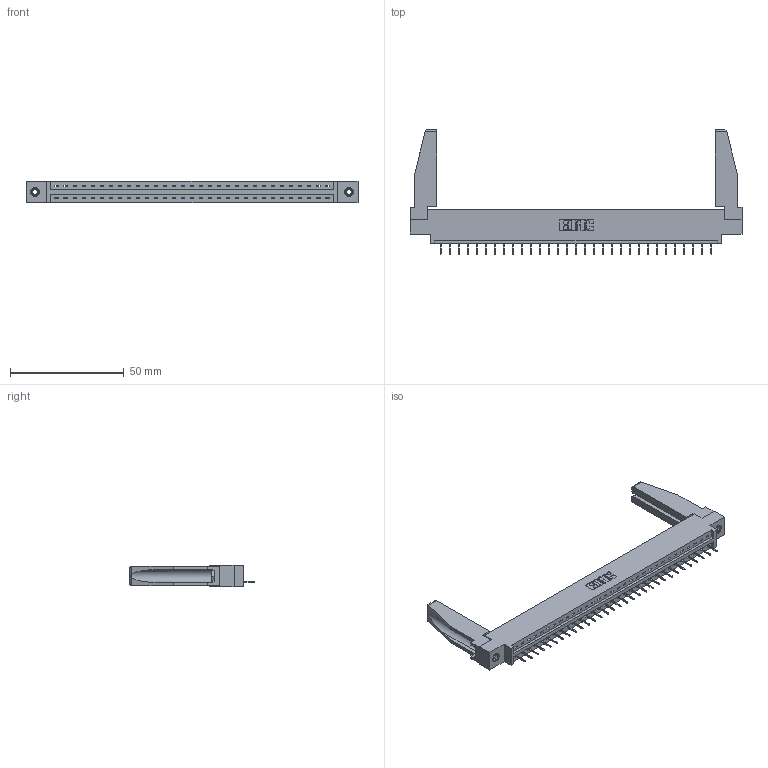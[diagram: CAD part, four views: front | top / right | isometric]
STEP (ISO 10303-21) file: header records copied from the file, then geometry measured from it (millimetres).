
FILE_DESCRIPTION (( 'STEP AP203' ), '1' );
FILE_NAME ('387-031-524-678.STEP', '2019-10-03T19:18:50', ( '' ), ( '' ), 'SwSTEP 2.0', 'SolidWorks 2016', '' );
FILE_SCHEMA (( 'CONFIG_CONTROL_DESIGN' ));
Length unit declared in the file: inch
Products named in the file (5): 345-292-001_345-293-124; 345-250-001_345-250-001-102; 307-220-078; 387-031-524-678; 337 Part_0.170 Offset - 0.156 Dia-TI
Assembly tree (36 placements, depth 2):
  387-031-524-678
    337 Part_0.170 Offset - 0.156 Dia-TI
    345-292-001_345-293-124  x31
    345-250-001_345-250-001-102  x2
    307-220-078  x2
Bounding box: 145.85 x 54.49 x 9.4 mm (x, y, z)
Volume: 18774 mm3; surface area: 18715.3 mm2
Topology: 36 solids, 36 shells, 2294 faces, 6605 edges, 4270 vertices
Faces by surface type: plane 1770, cylinder 508, cone 12, torus 4
Entity records: 27112 total; most frequent: CARTESIAN_POINT 4713, ORIENTED_EDGE 4636, DIRECTION 4000, EDGE_CURVE 2318, VECTOR 2156, LINE 2156, VERTEX_POINT 1536, AXIS2_PLACEMENT_3D 922
